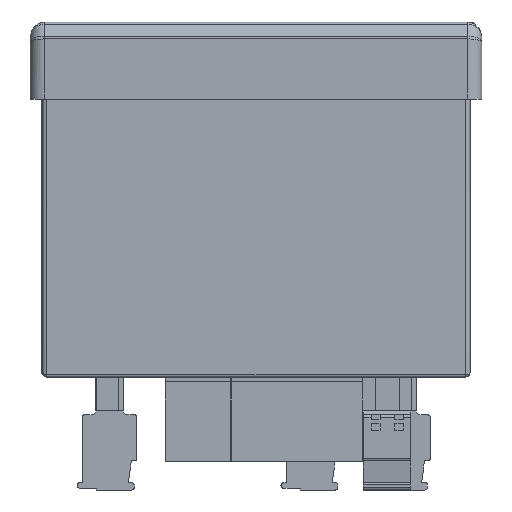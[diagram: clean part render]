
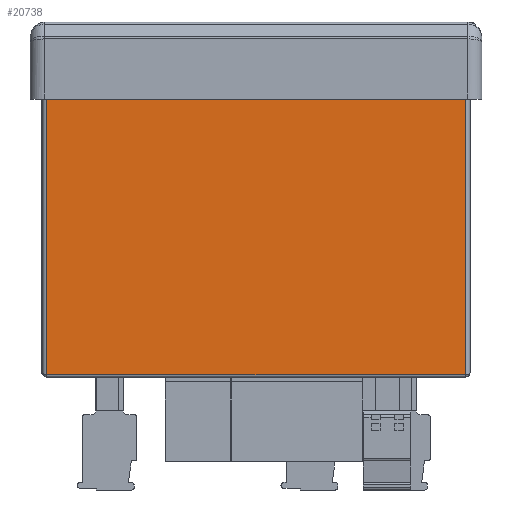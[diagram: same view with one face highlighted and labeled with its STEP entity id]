
A CAD part, front view. The second image highlights one B-rep face of the part: STEP entity #20738.
In plain terms, the highlighted planar face has unit normal (0, -1, 0).
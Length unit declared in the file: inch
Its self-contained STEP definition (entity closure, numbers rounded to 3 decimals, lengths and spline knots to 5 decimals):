
#3141 = EDGE_CURVE ( 'NONE', #20633, #89598, #19407, .T. ) ;
#10029 = VECTOR ( 'NONE', #59007, 39.37008 ) ;
#15650 = LINE ( 'NONE', #94835, #81139 ) ;
#19301 = CARTESIAN_POINT ( 'NONE',  ( 1.75197, -0.84646, -2.32677 ) ) ;
#19407 = LINE ( 'NONE', #19301, #10029 ) ;
#20633 = VERTEX_POINT ( 'NONE', #70448 ) ;
#20738 = ADVANCED_FACE ( 'NONE', ( #66415 ), #21084, .F. ) ;
#21084 = PLANE ( 'NONE',  #33839 ) ;
#23103 = CARTESIAN_POINT ( 'NONE',  ( -1.75197, -0.84646, 0. ) ) ;
#33839 = AXIS2_PLACEMENT_3D ( 'NONE', #98049, #46893, #98410 ) ;
#38135 = CARTESIAN_POINT ( 'NONE',  ( -1.75197, -0.84646, -2.30709 ) ) ;
#38655 = EDGE_CURVE ( 'NONE', #89598, #95542, #42607, .T. ) ;
#39263 = EDGE_CURVE ( 'NONE', #95542, #77253, #15650, .T. ) ;
#42607 = LINE ( 'NONE', #104019, #68020 ) ;
#44913 = DIRECTION ( 'NONE',  ( -1., 0., 0. ) ) ;
#45745 = LINE ( 'NONE', #110886, #68495 ) ;
#46893 = DIRECTION ( 'NONE',  ( 0., 1., 0. ) ) ;
#49688 = ORIENTED_EDGE ( 'NONE', *, *, #39263, .T. ) ;
#54185 = CARTESIAN_POINT ( 'NONE',  ( 1.75197, -0.84646, 0. ) ) ;
#54890 = ORIENTED_EDGE ( 'NONE', *, *, #93305, .T. ) ;
#59007 = DIRECTION ( 'NONE',  ( 0., 0., 1. ) ) ;
#61176 = ORIENTED_EDGE ( 'NONE', *, *, #3141, .T. ) ;
#66415 = FACE_OUTER_BOUND ( 'NONE', #69171, .T. ) ;
#68020 = VECTOR ( 'NONE', #44913, 39.37008 ) ;
#68206 = DIRECTION ( 'NONE',  ( 1., 0., 0. ) ) ;
#68495 = VECTOR ( 'NONE', #68206, 39.37008 ) ;
#69171 = EDGE_LOOP ( 'NONE', ( #54890, #61176, #91773, #49688 ) ) ;
#70201 = DIRECTION ( 'NONE',  ( 0., 0., -1. ) ) ;
#70448 = CARTESIAN_POINT ( 'NONE',  ( 1.75197, -0.84646, -2.30709 ) ) ;
#77253 = VERTEX_POINT ( 'NONE', #38135 ) ;
#81139 = VECTOR ( 'NONE', #70201, 39.37008 ) ;
#89598 = VERTEX_POINT ( 'NONE', #54185 ) ;
#91773 = ORIENTED_EDGE ( 'NONE', *, *, #38655, .T. ) ;
#93305 = EDGE_CURVE ( 'NONE', #77253, #20633, #45745, .T. ) ;
#94835 = CARTESIAN_POINT ( 'NONE',  ( -1.75197, -0.84646, -2.32677 ) ) ;
#95542 = VERTEX_POINT ( 'NONE', #23103 ) ;
#98049 = CARTESIAN_POINT ( 'NONE',  ( 1.79134, -0.84646, -2.32677 ) ) ;
#98410 = DIRECTION ( 'NONE',  ( 0., 0., 1. ) ) ;
#104019 = CARTESIAN_POINT ( 'NONE',  ( 1.79134, -0.84646, 0. ) ) ;
#110886 = CARTESIAN_POINT ( 'NONE',  ( 1.79134, -0.84646, -2.30709 ) ) ;
